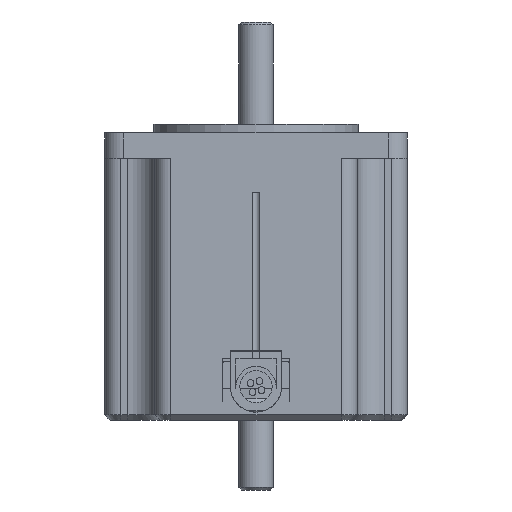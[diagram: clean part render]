
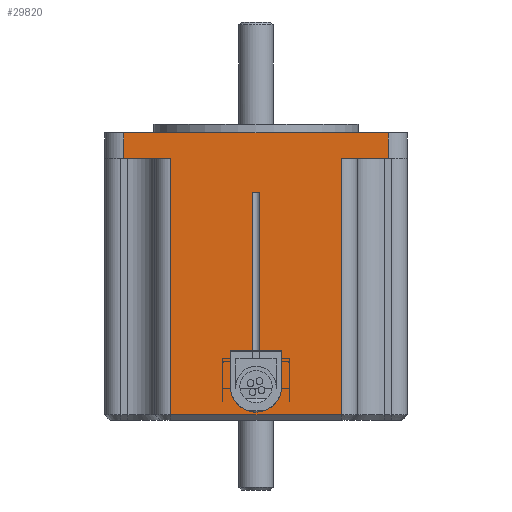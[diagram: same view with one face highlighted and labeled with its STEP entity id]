
A CAD part, front view. The second image highlights one B-rep face of the part: STEP entity #29820.
In plain terms, the highlighted planar face has unit normal (0, -1, 0).
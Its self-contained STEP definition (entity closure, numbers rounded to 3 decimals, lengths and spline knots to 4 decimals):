
#82=FACE_BOUND('',#4521,.T.);
#172=CIRCLE('',#30540,0.187);
#1995=PLANE('',#32375);
#3134=FACE_OUTER_BOUND('',#4520,.T.);
#4520=EDGE_LOOP('',(#23122,#23123,#23124,#23125,#23126,#23127,#23128,#23129));
#4521=EDGE_LOOP('',(#23130,#23131,#23132,#23133,#23134,#23135,#23136,#23137));
#6624=LINE('',#47500,#9351);
#7149=LINE('',#49370,#9876);
#7150=LINE('',#49376,#9877);
#7151=LINE('',#49377,#9878);
#7152=LINE('',#49379,#9879);
#7153=LINE('',#49381,#9880);
#7154=LINE('',#49382,#9881);
#7155=LINE('',#49383,#9882);
#7156=LINE('',#49386,#9883);
#7157=LINE('',#49388,#9884);
#7158=LINE('',#49390,#9885);
#7159=LINE('',#49392,#9886);
#7160=LINE('',#49393,#9887);
#7161=LINE('',#49395,#9888);
#7162=LINE('',#49396,#9889);
#9351=VECTOR('',#37661,0.3937);
#9876=VECTOR('',#39194,0.189);
#9877=VECTOR('',#39201,0.189);
#9878=VECTOR('',#39202,1.937);
#9879=VECTOR('',#39203,0.3465);
#9880=VECTOR('',#39204,0.3937);
#9881=VECTOR('',#39205,1.2441);
#9882=VECTOR('',#39206,0.3465);
#9883=VECTOR('',#39207,0.3937);
#9884=VECTOR('',#39208,1.2441);
#9885=VECTOR('',#39209,0.3937);
#9886=VECTOR('',#39210,0.3937);
#9887=VECTOR('',#39211,0.3937);
#9888=VECTOR('',#39212,0.3937);
#9889=VECTOR('',#39213,0.3937);
#10961=VERTEX_POINT('',#42387);
#10962=VERTEX_POINT('',#42388);
#12706=VERTEX_POINT('',#47497);
#12707=VERTEX_POINT('',#47499);
#13051=VERTEX_POINT('',#49368);
#13052=VERTEX_POINT('',#49369);
#13053=VERTEX_POINT('',#49374);
#13054=VERTEX_POINT('',#49375);
#13055=VERTEX_POINT('',#49378);
#13056=VERTEX_POINT('',#49380);
#13057=VERTEX_POINT('',#49384);
#13058=VERTEX_POINT('',#49385);
#13059=VERTEX_POINT('',#49387);
#13060=VERTEX_POINT('',#49389);
#13061=VERTEX_POINT('',#49391);
#13062=VERTEX_POINT('',#49394);
#13955=EDGE_CURVE('',#10961,#10962,#172,.T.);
#16219=EDGE_CURVE('',#12706,#12707,#6624,.T.);
#16953=EDGE_CURVE('',#13051,#13052,#7149,.T.);
#16956=EDGE_CURVE('',#13053,#13054,#7150,.T.);
#16957=EDGE_CURVE('',#13054,#13052,#7151,.T.);
#16958=EDGE_CURVE('',#13055,#13051,#7152,.T.);
#16959=EDGE_CURVE('',#13056,#13055,#7153,.T.);
#16960=EDGE_CURVE('',#13056,#12707,#7154,.T.);
#16961=EDGE_CURVE('',#13053,#12706,#7155,.T.);
#16962=EDGE_CURVE('',#13057,#13058,#7156,.T.);
#16963=EDGE_CURVE('',#13059,#13058,#7157,.T.);
#16964=EDGE_CURVE('',#13059,#13060,#7158,.T.);
#16965=EDGE_CURVE('',#13060,#13061,#7159,.T.);
#16966=EDGE_CURVE('',#13061,#10961,#7160,.T.);
#16967=EDGE_CURVE('',#10962,#13062,#7161,.T.);
#16968=EDGE_CURVE('',#13062,#13057,#7162,.T.);
#23122=ORIENTED_EDGE('',*,*,#16956,.T.);
#23123=ORIENTED_EDGE('',*,*,#16957,.T.);
#23124=ORIENTED_EDGE('',*,*,#16953,.F.);
#23125=ORIENTED_EDGE('',*,*,#16958,.F.);
#23126=ORIENTED_EDGE('',*,*,#16959,.F.);
#23127=ORIENTED_EDGE('',*,*,#16960,.T.);
#23128=ORIENTED_EDGE('',*,*,#16219,.F.);
#23129=ORIENTED_EDGE('',*,*,#16961,.F.);
#23130=ORIENTED_EDGE('',*,*,#16962,.T.);
#23131=ORIENTED_EDGE('',*,*,#16963,.F.);
#23132=ORIENTED_EDGE('',*,*,#16964,.T.);
#23133=ORIENTED_EDGE('',*,*,#16965,.T.);
#23134=ORIENTED_EDGE('',*,*,#16966,.T.);
#23135=ORIENTED_EDGE('',*,*,#13955,.T.);
#23136=ORIENTED_EDGE('',*,*,#16967,.T.);
#23137=ORIENTED_EDGE('',*,*,#16968,.T.);
#29820=ADVANCED_FACE('',(#3134,#82),#1995,.T.);
#30540=AXIS2_PLACEMENT_3D('',#42389,#33658,#33659);
#32375=AXIS2_PLACEMENT_3D('',#49373,#39199,#39200);
#33658=DIRECTION('center_axis',(0.,1.,0.));
#33659=DIRECTION('ref_axis',(1.,0.,0.));
#37661=DIRECTION('',(0.,0.,-1.));
#39194=DIRECTION('',(0.,0.,1.));
#39199=DIRECTION('center_axis',(0.,-1.,0.));
#39200=DIRECTION('ref_axis',(1.,0.,0.));
#39201=DIRECTION('',(0.,0.,1.));
#39202=DIRECTION('',(-1.,0.,0.));
#39203=DIRECTION('',(-1.,0.,0.));
#39204=DIRECTION('',(0.,0.,1.));
#39205=DIRECTION('',(1.,0.,0.));
#39206=DIRECTION('',(-1.,0.,0.));
#39207=DIRECTION('',(0.,0.,1.));
#39208=DIRECTION('',(-1.,0.,0.));
#39209=DIRECTION('',(0.,0.,-1.));
#39210=DIRECTION('',(1.,0.,0.));
#39211=DIRECTION('',(0.,0.,-1.));
#39212=DIRECTION('',(0.,0.,1.));
#39213=DIRECTION('',(1.,0.,0.));
#42387=CARTESIAN_POINT('',(0.187,-1.1063,-1.8563));
#42388=CARTESIAN_POINT('',(-0.187,-1.1063,-1.8563));
#42389=CARTESIAN_POINT('Origin',(0.,-1.1063,
-1.8563));
#47497=CARTESIAN_POINT('',(0.622,-1.1063,-0.189));
#47499=CARTESIAN_POINT('',(0.622,-1.1063,-2.063));
#47500=CARTESIAN_POINT('',(0.622,-1.1063,-1.0433));
#49368=CARTESIAN_POINT('',(-0.9685,-1.1063,-0.189));
#49369=CARTESIAN_POINT('',(-0.9685,-1.1063,0.));
#49370=CARTESIAN_POINT('',(-0.9685,-1.1063,-0.189));
#49373=CARTESIAN_POINT('Origin',(-1.1063,-1.1063,-1.6535));
#49374=CARTESIAN_POINT('',(0.9685,-1.1063,-0.189));
#49375=CARTESIAN_POINT('',(0.9685,-1.1063,0.));
#49376=CARTESIAN_POINT('',(0.9685,-1.1063,-0.189));
#49377=CARTESIAN_POINT('',(0.9685,-1.1063,0.));
#49378=CARTESIAN_POINT('',(-0.622,-1.1063,-0.189));
#49379=CARTESIAN_POINT('',(-0.622,-1.1063,-0.189));
#49380=CARTESIAN_POINT('',(-0.622,-1.1063,-2.063));
#49381=CARTESIAN_POINT('',(-0.622,-1.1063,-1.0433));
#49382=CARTESIAN_POINT('',(-0.622,-1.1063,-2.063));
#49383=CARTESIAN_POINT('',(0.9685,-1.1063,-0.189));
#49384=CARTESIAN_POINT('',(-0.0236,-1.1063,-1.5905));
#49385=CARTESIAN_POINT('',(-0.0236,-1.1063,-0.4331));
#49386=CARTESIAN_POINT('',(-0.0236,-1.1063,-0.4331));
#49387=CARTESIAN_POINT('',(0.0236,-1.1063,-0.4331));
#49388=CARTESIAN_POINT('',(0.622,-1.1063,-0.4331));
#49389=CARTESIAN_POINT('',(0.0236,-1.1063,-1.5905));
#49390=CARTESIAN_POINT('',(0.0236,-1.1063,-0.4331));
#49391=CARTESIAN_POINT('',(0.187,-1.1063,-1.5905));
#49392=CARTESIAN_POINT('',(-0.4301,-1.1063,-1.5905));
#49393=CARTESIAN_POINT('',(0.187,-1.1063,-1.7037));
#49394=CARTESIAN_POINT('',(-0.187,-1.1063,-1.5905));
#49395=CARTESIAN_POINT('',(-0.187,-1.1063,-1.7549));
#49396=CARTESIAN_POINT('',(-0.4301,-1.1063,-1.5905));
